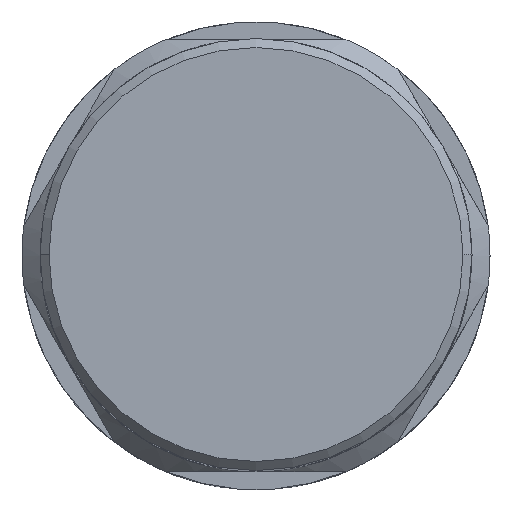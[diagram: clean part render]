
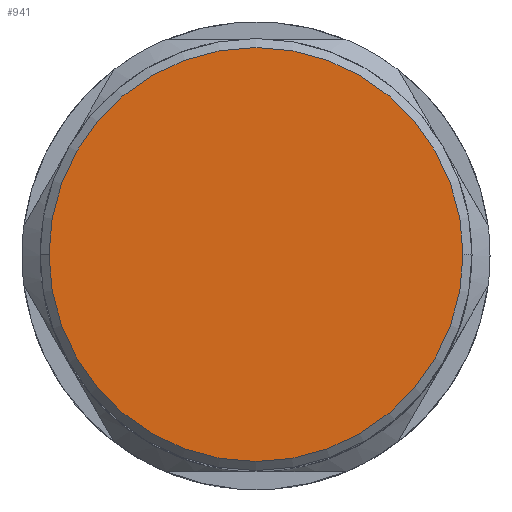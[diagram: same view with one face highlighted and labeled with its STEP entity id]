
A CAD part, top view. The second image highlights one B-rep face of the part: STEP entity #941.
In plain terms, the highlighted planar face has unit normal (0, 0, 1).
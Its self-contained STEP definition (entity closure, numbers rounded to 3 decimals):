
#941=ADVANCED_FACE('15',(#1308),#1176,.T.);
#1176=PLANE('',#7190);
#1308=FACE_OUTER_BOUND('',#3956,.T.);
#1587=ORIENTED_EDGE('',*,*,#2823,.T.);
#1588=ORIENTED_EDGE('',*,*,#2824,.T.);
#2823=EDGE_CURVE('599',#3587,#3588,#3411,.T.);
#2824=EDGE_CURVE('600',#3588,#3587,#3412,.T.);
#3411=CIRCLE('',#7188,11.5);
#3412=CIRCLE('',#7189,11.5);
#3587=VERTEX_POINT('173',#4314);
#3588=VERTEX_POINT('397',#4315);
#3956=EDGE_LOOP('',(#1587,#1588));
#4314=CARTESIAN_POINT('',(11.5,0.,58.));
#4315=CARTESIAN_POINT('',(-11.5,0.,58.));
#4316=CARTESIAN_POINT('',(0.,0.,58.));
#4317=CARTESIAN_POINT('',(0.,0.,58.));
#4318=CARTESIAN_POINT('',(12.,-12.,58.));
#6177=DIRECTION('',(1.,0.,0.));
#6178=DIRECTION('',(0.,0.,1.));
#6179=DIRECTION('',(-1.,0.,0.));
#6180=DIRECTION('',(0.,0.,1.));
#6181=DIRECTION('',(0.,1.,0.));
#6182=DIRECTION('',(0.,0.,1.));
#7188=AXIS2_PLACEMENT_3D('',#4316,#6178,#6177);
#7189=AXIS2_PLACEMENT_3D('',#4317,#6180,#6179);
#7190=AXIS2_PLACEMENT_3D('',#4318,#6182,#6181);
